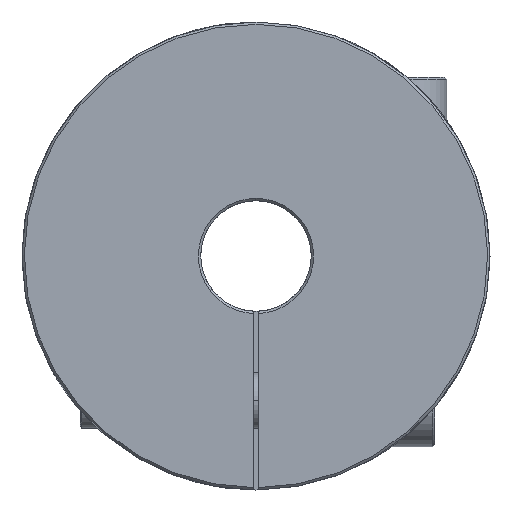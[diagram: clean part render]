
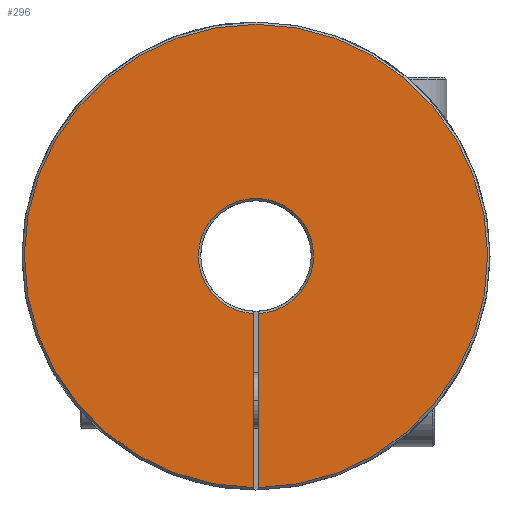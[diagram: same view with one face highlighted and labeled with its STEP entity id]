
A CAD part, left-side view. The second image highlights one B-rep face of the part: STEP entity #296.
In plain terms, the highlighted planar face has unit normal (-1, 0, 0).
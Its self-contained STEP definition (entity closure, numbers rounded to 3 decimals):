
#15 = EDGE_CURVE ( 'NONE', #2345, #2372, #625, .T. ) ;
#18 = EDGE_CURVE ( 'NONE', #2373, #2346, #626, .T. ) ;
#23 = EDGE_CURVE ( 'NONE', #2371, #2373, #635, .T. ) ;
#24 = EDGE_CURVE ( 'NONE', #2371, #2372, #624, .T. ) ;
#143 = AXIS2_PLACEMENT_3D ( 'NONE', #2808, #2814, #2813 ) ;
#145 = AXIS2_PLACEMENT_3D ( 'NONE', #791, #796, #797 ) ;
#198 = AXIS2_PLACEMENT_3D ( 'NONE', #1072, #1092, #1093 ) ;
#271 = AXIS2_PLACEMENT_3D ( 'NONE', #1794, #1808, #1809 ) ;
#296 = ADVANCED_FACE ( 'NONE', ( #1524 ), #1089, .F. ) ;
#616 = VECTOR ( 'NONE', #783, 1000. ) ;
#624 = LINE ( 'NONE', #798, #633 ) ;
#625 = CIRCLE ( 'NONE', #143, 6.254 ) ;
#626 = LINE ( 'NONE', #2812, #616 ) ;
#633 = VECTOR ( 'NONE', #799, 1000. ) ;
#635 = CIRCLE ( 'NONE', #145, 25.146 ) ;
#783 = DIRECTION ( 'NONE',  ( 0., 0., 1. ) ) ;
#791 = CARTESIAN_POINT ( 'NONE',  ( -25.5, 0., 0. ) ) ;
#796 = DIRECTION ( 'NONE',  ( -1., 0., 0. ) ) ;
#797 = DIRECTION ( 'NONE',  ( 0., 0., -1. ) ) ;
#798 = CARTESIAN_POINT ( 'NONE',  ( -25.5, -0.25, -25.4 ) ) ;
#799 = DIRECTION ( 'NONE',  ( 0., 0., 1. ) ) ;
#1072 = CARTESIAN_POINT ( 'NONE',  ( -25.5, 0., 0. ) ) ;
#1089 = PLANE ( 'NONE',  #198 ) ;
#1092 = DIRECTION ( 'NONE',  ( 1., 0., 0. ) ) ;
#1093 = DIRECTION ( 'NONE',  ( 0., 0., -1. ) ) ;
#1371 = CARTESIAN_POINT ( 'NONE',  ( -25.5, 0., 6.254 ) ) ;
#1372 = CARTESIAN_POINT ( 'NONE',  ( -25.5, 0.25, -6.249 ) ) ;
#1524 = FACE_OUTER_BOUND ( 'NONE', #2475, .T. ) ;
#1667 = CIRCLE ( 'NONE', #271, 6.254 ) ;
#1702 = CARTESIAN_POINT ( 'NONE',  ( -25.5, -0.25, -25.145 ) ) ;
#1703 = CARTESIAN_POINT ( 'NONE',  ( -25.5, -0.25, -6.249 ) ) ;
#1704 = CARTESIAN_POINT ( 'NONE',  ( -25.5, 0.25, -25.145 ) ) ;
#1794 = CARTESIAN_POINT ( 'NONE',  ( -25.5, 0., 0. ) ) ;
#1808 = DIRECTION ( 'NONE',  ( 1., 0., 0. ) ) ;
#1809 = DIRECTION ( 'NONE',  ( 0., 0., -1. ) ) ;
#2345 = VERTEX_POINT ( 'NONE', #1371 ) ;
#2346 = VERTEX_POINT ( 'NONE', #1372 ) ;
#2371 = VERTEX_POINT ( 'NONE', #1702 ) ;
#2372 = VERTEX_POINT ( 'NONE', #1703 ) ;
#2373 = VERTEX_POINT ( 'NONE', #1704 ) ;
#2475 = EDGE_LOOP ( 'NONE', ( #2650, #2651, #2652, #2653, #2654 ) ) ;
#2650 = ORIENTED_EDGE ( 'NONE', *, *, #24, .F. ) ;
#2651 = ORIENTED_EDGE ( 'NONE', *, *, #23, .T. ) ;
#2652 = ORIENTED_EDGE ( 'NONE', *, *, #18, .T. ) ;
#2653 = ORIENTED_EDGE ( 'NONE', *, *, #2728, .T. ) ;
#2654 = ORIENTED_EDGE ( 'NONE', *, *, #15, .T. ) ;
#2728 = EDGE_CURVE ( 'NONE', #2346, #2345, #1667, .T. ) ;
#2808 = CARTESIAN_POINT ( 'NONE',  ( -25.5, 0., 0. ) ) ;
#2812 = CARTESIAN_POINT ( 'NONE',  ( -25.5, 0.25, -25.4 ) ) ;
#2813 = DIRECTION ( 'NONE',  ( 0., 0., -1. ) ) ;
#2814 = DIRECTION ( 'NONE',  ( 1., 0., 0. ) ) ;
